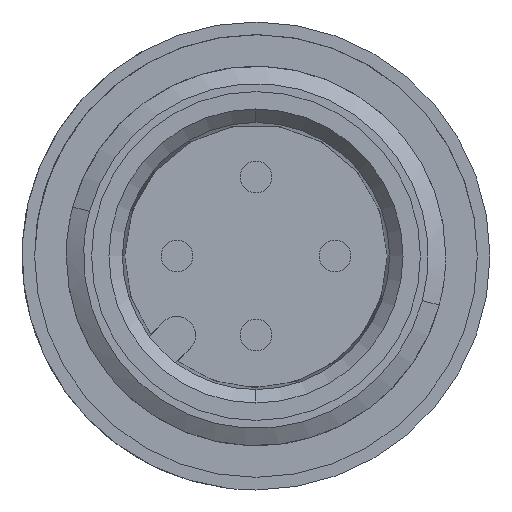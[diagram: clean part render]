
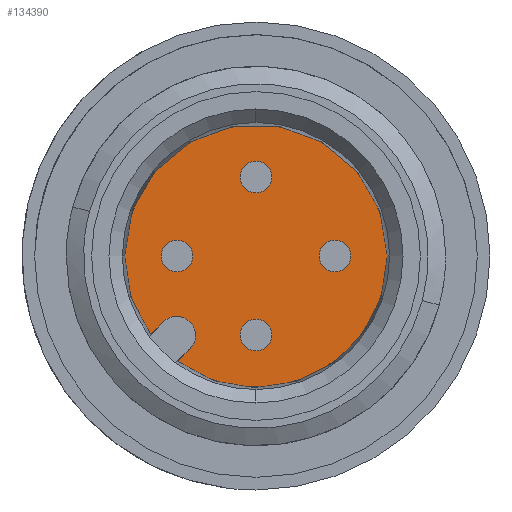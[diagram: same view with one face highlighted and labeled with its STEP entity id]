
A CAD part, left-side view. The second image highlights one B-rep face of the part: STEP entity #134390.
In plain terms, the highlighted face is planar.
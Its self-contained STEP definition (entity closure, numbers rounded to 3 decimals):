
#131440=CARTESIAN_POINT('',(66.122,34.229,221.9));
#131450=DIRECTION('',(1.,0.,
0.));
#131460=VECTOR('',#131450,1.);
#131470=LINE('',#131440,#131460);
#131480=CARTESIAN_POINT('',(24.015,34.228,221.9));
#131490=VERTEX_POINT('',#131480);
#131500=CARTESIAN_POINT('',(24.571,34.228,221.9));
#131510=VERTEX_POINT('',#131500);
#131520=EDGE_CURVE('',#131490,#131510,#131470,.T.);
#132520=CARTESIAN_POINT('',(64.922,33.029,221.9));
#132530=DIRECTION('',(-1.,0.,
0.));
#132540=VECTOR('',#132530,1.);
#132550=LINE('',#132520,#132540);
#132560=CARTESIAN_POINT('',(24.571,33.028,221.9));
#132570=VERTEX_POINT('',#132560);
#132580=CARTESIAN_POINT('',(24.015,33.028,221.9));
#132590=VERTEX_POINT('',#132580);
#132600=EDGE_CURVE('',#132570,#132590,#132550,.T.);
#133060=CARTESIAN_POINT('',(23.399,30.694,221.9));
#133070=VERTEX_POINT('',#133060);
#133100=CARTESIAN_POINT('',(20.465,33.628,221.9));
#133110=DIRECTION('',(0.,0.,1.));
#133120=DIRECTION('',(-0.707,0.707,
0.));
#133130=AXIS2_PLACEMENT_3D('',#133100,#133110,#133120);
#133140=CIRCLE('',#133130,4.15);
#133150=EDGE_CURVE('',#133070,#132570,#133140,.T.);
#133330=CARTESIAN_POINT('',(24.015,33.628,221.9));
#133340=DIRECTION('',(0.,0.,1.));
#133350=DIRECTION('',(-0.707,0.707,
0.));
#133360=AXIS2_PLACEMENT_3D('',#133330,#133340,#133350);
#133370=CIRCLE('',#133360,0.6);
#133380=CARTESIAN_POINT('',(23.591,34.052,221.9));
#133390=VERTEX_POINT('',#133380);
#133400=EDGE_CURVE('',#133390,#132590,#133370,.T.);
#133600=CARTESIAN_POINT('',(19.263,32.426,221.9));
#133610=DIRECTION('',(0.,0.,1.));
#133620=DIRECTION('',(0.707,0.707,
0.));
#133630=AXIS2_PLACEMENT_3D('',#133600,#133610,#133620);
#133640=PLANE('',#133630);
#133650=CARTESIAN_POINT('',(18.697,35.396,221.9));
#133660=DIRECTION('',(0.,0.,1.));
#133670=DIRECTION('',(-0.707,-0.707,0.));
#133680=AXIS2_PLACEMENT_3D('',#133650,#133660,#133670);
#133690=CIRCLE('',#133680,0.5);
#133700=CARTESIAN_POINT('',(18.344,35.042,221.9));
#133710=VERTEX_POINT('',#133700);
#133720=CARTESIAN_POINT('',(19.051,35.749,221.9));
#133730=VERTEX_POINT('',#133720);
#133740=EDGE_CURVE('',#133710,#133730,#133690,.T.);
#133750=ORIENTED_EDGE('',*,*,#133740,.F.);
#133760=EDGE_CURVE('',#133730,#133710,#133690,.T.);
#133770=ORIENTED_EDGE('',*,*,#133760,.F.);
#133780=EDGE_LOOP('',(#133770,#133750));
#133790=FACE_BOUND('',#133780,.T.);
#133800=CARTESIAN_POINT('',(18.697,31.86,221.9));
#133810=DIRECTION('',(0.,0.,1.));
#133820=DIRECTION('',(-0.707,-0.707,0.));
#133830=AXIS2_PLACEMENT_3D('',#133800,#133810,#133820);
#133840=CIRCLE('',#133830,0.5);
#133850=CARTESIAN_POINT('',(18.344,31.507,221.9));
#133860=VERTEX_POINT('',#133850);
#133870=CARTESIAN_POINT('',(19.051,32.214,221.9));
#133880=VERTEX_POINT('',#133870);
#133890=EDGE_CURVE('',#133860,#133880,#133840,.T.);
#133900=ORIENTED_EDGE('',*,*,#133890,.F.);
#133910=EDGE_CURVE('',#133880,#133860,#133840,.T.);
#133920=ORIENTED_EDGE('',*,*,#133910,.F.);
#133930=EDGE_LOOP('',(#133920,#133900));
#133940=FACE_BOUND('',#133930,.T.);
#133950=CARTESIAN_POINT('',(17.53,36.563,221.9));
#133960=VERTEX_POINT('',#133950);
#133970=EDGE_CURVE('',#133960,#133070,#133140,.T.);
#133980=ORIENTED_EDGE('',*,*,#133970,.T.);
#133990=EDGE_CURVE('',#131510,#133960,#133140,.T.);
#134000=ORIENTED_EDGE('',*,*,#133990,.T.);
#134010=ORIENTED_EDGE('',*,*,#131520,.T.);
#134020=EDGE_CURVE('',#131490,#133390,#133370,.T.);
#134030=ORIENTED_EDGE('',*,*,#134020,.F.);
#134040=ORIENTED_EDGE('',*,*,#133400,.F.);
#134050=ORIENTED_EDGE('',*,*,#132600,.T.);
#134060=ORIENTED_EDGE('',*,*,#133150,.T.);
#134070=EDGE_LOOP('',(#134060,#134050,#134040,#134030,#134010,#134000,
#133980));
#134080=FACE_OUTER_BOUND('',#134070,.T.);
#134090=CARTESIAN_POINT('',(22.233,35.396,221.9));
#134100=DIRECTION('',(0.,0.,1.));
#134110=DIRECTION('',(-0.707,-0.707,0.));
#134120=AXIS2_PLACEMENT_3D('',#134090,#134100,#134110);
#134130=CIRCLE('',#134120,0.5);
#134140=CARTESIAN_POINT('',(21.879,35.042,221.9));
#134150=VERTEX_POINT('',#134140);
#134160=CARTESIAN_POINT('',(22.586,35.749,221.9));
#134170=VERTEX_POINT('',#134160);
#134180=EDGE_CURVE('',#134150,#134170,#134130,.T.);
#134190=ORIENTED_EDGE('',*,*,#134180,.F.);
#134200=EDGE_CURVE('',#134170,#134150,#134130,.T.);
#134210=ORIENTED_EDGE('',*,*,#134200,.F.);
#134220=EDGE_LOOP('',(#134210,#134190));
#134230=FACE_BOUND('',#134220,.T.);
#134240=CARTESIAN_POINT('',(22.233,31.86,221.9));
#134250=DIRECTION('',(0.,0.,1.));
#134260=DIRECTION('',(-0.707,-0.707,0.));
#134270=AXIS2_PLACEMENT_3D('',#134240,#134250,#134260);
#134280=CIRCLE('',#134270,0.5);
#134290=CARTESIAN_POINT('',(21.879,31.507,221.9));
#134300=VERTEX_POINT('',#134290);
#134310=CARTESIAN_POINT('',(22.586,32.214,221.9));
#134320=VERTEX_POINT('',#134310);
#134330=EDGE_CURVE('',#134300,#134320,#134280,.T.);
#134340=ORIENTED_EDGE('',*,*,#134330,.F.);
#134350=EDGE_CURVE('',#134320,#134300,#134280,.T.);
#134360=ORIENTED_EDGE('',*,*,#134350,.F.);
#134370=EDGE_LOOP('',(#134360,#134340));
#134380=FACE_BOUND('',#134370,.T.);
#134390=ADVANCED_FACE('',(#133790,#133940,#134080,#134230,#134380),
#133640,.T.);
